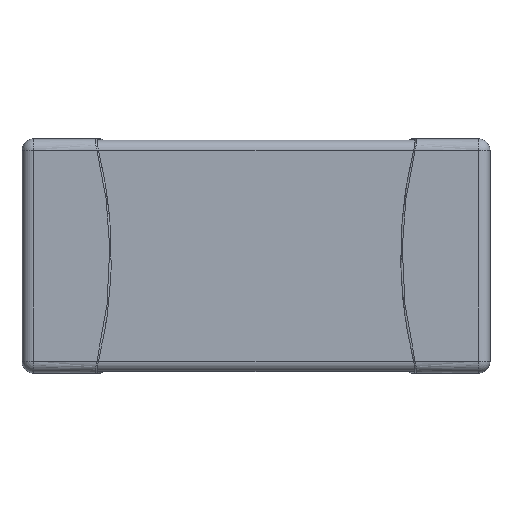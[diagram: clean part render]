
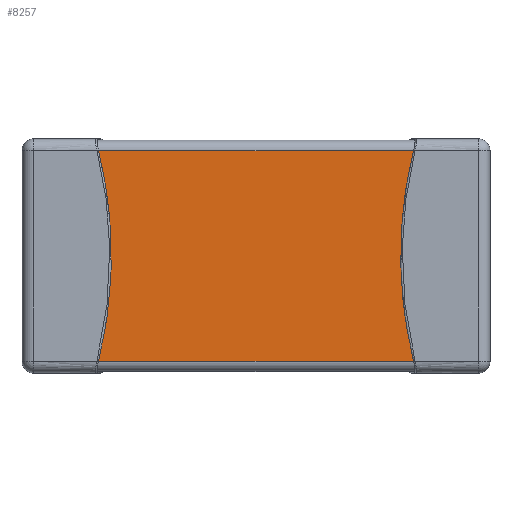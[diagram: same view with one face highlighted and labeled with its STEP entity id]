
A CAD part, top view. The second image highlights one B-rep face of the part: STEP entity #8257.
In plain terms, the highlighted planar face has unit normal (0, 0, 1).
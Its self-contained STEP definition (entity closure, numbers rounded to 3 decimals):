
#7682 = EDGE_CURVE('',#7683,#7685,#7687,.T.);
#7683 = VERTEX_POINT('',#7684);
#7684 = CARTESIAN_POINT('',(-1.5,-0.72,1.15));
#7685 = VERTEX_POINT('',#7686);
#7686 = CARTESIAN_POINT('',(1.5,-0.72,1.15));
#7687 = SURFACE_CURVE('',#7688,(#7692,#7704),.PCURVE_S1.);
#7688 = LINE('',#7689,#7690);
#7689 = CARTESIAN_POINT('',(-1.5,-0.72,1.15));
#7690 = VECTOR('',#7691,1.);
#7691 = DIRECTION('',(1.,0.,0.));
#7692 = PCURVE('',#7693,#7698);
#7693 = CYLINDRICAL_SURFACE('',#7694,0.07);
#7694 = AXIS2_PLACEMENT_3D('',#7695,#7696,#7697);
#7695 = CARTESIAN_POINT('',(-1.5,-0.72,1.08));
#7696 = DIRECTION('',(-1.,0.,0.));
#7697 = DIRECTION('',(0.,1.,0.));
#7698 = DEFINITIONAL_REPRESENTATION('',(#7699),#7703);
#7699 = LINE('',#7700,#7701);
#7700 = CARTESIAN_POINT('',(-1.571,0.));
#7701 = VECTOR('',#7702,1.);
#7702 = DIRECTION('',(-0.,-1.));
#7703 = ( GEOMETRIC_REPRESENTATION_CONTEXT(2) 
PARAMETRIC_REPRESENTATION_CONTEXT() REPRESENTATION_CONTEXT('2D SPACE',''
  ) );
#7704 = PCURVE('',#7705,#7710);
#7705 = PLANE('',#7706);
#7706 = AXIS2_PLACEMENT_3D('',#7707,#7708,#7709);
#7707 = CARTESIAN_POINT('',(-1.5,-0.72,1.15));
#7708 = DIRECTION('',(0.,0.,1.));
#7709 = DIRECTION('',(0.,1.,0.));
#7710 = DEFINITIONAL_REPRESENTATION('',(#7711),#7715);
#7711 = LINE('',#7712,#7713);
#7712 = CARTESIAN_POINT('',(0.,0.));
#7713 = VECTOR('',#7714,1.);
#7714 = DIRECTION('',(0.,-1.));
#7715 = ( GEOMETRIC_REPRESENTATION_CONTEXT(2) 
PARAMETRIC_REPRESENTATION_CONTEXT() REPRESENTATION_CONTEXT('2D SPACE',''
  ) );
#7734 = PLANE('',#7735);
#7735 = AXIS2_PLACEMENT_3D('',#7736,#7737,#7738);
#7736 = CARTESIAN_POINT('',(1.5,0.,0.585));
#7737 = DIRECTION('',(1.,0.,0.));
#7738 = DIRECTION('',(0.,1.,0.));
#7789 = PLANE('',#7790);
#7790 = AXIS2_PLACEMENT_3D('',#7791,#7792,#7793);
#7791 = CARTESIAN_POINT('',(-1.5,0.,0.585));
#7792 = DIRECTION('',(1.,0.,0.));
#7793 = DIRECTION('',(0.,1.,0.));
#8130 = CYLINDRICAL_SURFACE('',#8131,0.07);
#8131 = AXIS2_PLACEMENT_3D('',#8132,#8133,#8134);
#8132 = CARTESIAN_POINT('',(-1.5,0.72,1.08));
#8133 = DIRECTION('',(-1.,0.,0.));
#8134 = DIRECTION('',(0.,1.,0.));
#8190 = VERTEX_POINT('',#8191);
#8191 = CARTESIAN_POINT('',(1.5,0.72,1.15));
#8213 = EDGE_CURVE('',#8214,#8190,#8216,.T.);
#8214 = VERTEX_POINT('',#8215);
#8215 = CARTESIAN_POINT('',(-1.5,0.72,1.15));
#8216 = SURFACE_CURVE('',#8217,(#8221,#8228),.PCURVE_S1.);
#8217 = LINE('',#8218,#8219);
#8218 = CARTESIAN_POINT('',(-1.5,0.72,1.15));
#8219 = VECTOR('',#8220,1.);
#8220 = DIRECTION('',(1.,0.,0.));
#8221 = PCURVE('',#8130,#8222);
#8222 = DEFINITIONAL_REPRESENTATION('',(#8223),#8227);
#8223 = LINE('',#8224,#8225);
#8224 = CARTESIAN_POINT('',(-1.571,0.));
#8225 = VECTOR('',#8226,1.);
#8226 = DIRECTION('',(-0.,-1.));
#8227 = ( GEOMETRIC_REPRESENTATION_CONTEXT(2) 
PARAMETRIC_REPRESENTATION_CONTEXT() REPRESENTATION_CONTEXT('2D SPACE',''
  ) );
#8228 = PCURVE('',#7705,#8229);
#8229 = DEFINITIONAL_REPRESENTATION('',(#8230),#8234);
#8230 = LINE('',#8231,#8232);
#8231 = CARTESIAN_POINT('',(1.44,0.));
#8232 = VECTOR('',#8233,1.);
#8233 = DIRECTION('',(0.,-1.));
#8234 = ( GEOMETRIC_REPRESENTATION_CONTEXT(2) 
PARAMETRIC_REPRESENTATION_CONTEXT() REPRESENTATION_CONTEXT('2D SPACE',''
  ) );
#8257 = ADVANCED_FACE('',(#8258),#7705,.T.);
#8258 = FACE_BOUND('',#8259,.T.);
#8259 = EDGE_LOOP('',(#8260,#8261,#8282,#8283));
#8260 = ORIENTED_EDGE('',*,*,#7682,.T.);
#8261 = ORIENTED_EDGE('',*,*,#8262,.T.);
#8262 = EDGE_CURVE('',#7685,#8190,#8263,.T.);
#8263 = SURFACE_CURVE('',#8264,(#8268,#8275),.PCURVE_S1.);
#8264 = LINE('',#8265,#8266);
#8265 = CARTESIAN_POINT('',(1.5,-0.72,1.15));
#8266 = VECTOR('',#8267,1.);
#8267 = DIRECTION('',(0.,1.,0.));
#8268 = PCURVE('',#7705,#8269);
#8269 = DEFINITIONAL_REPRESENTATION('',(#8270),#8274);
#8270 = LINE('',#8271,#8272);
#8271 = CARTESIAN_POINT('',(0.,-3.));
#8272 = VECTOR('',#8273,1.);
#8273 = DIRECTION('',(1.,0.));
#8274 = ( GEOMETRIC_REPRESENTATION_CONTEXT(2) 
PARAMETRIC_REPRESENTATION_CONTEXT() REPRESENTATION_CONTEXT('2D SPACE',''
  ) );
#8275 = PCURVE('',#7734,#8276);
#8276 = DEFINITIONAL_REPRESENTATION('',(#8277),#8281);
#8277 = LINE('',#8278,#8279);
#8278 = CARTESIAN_POINT('',(-0.72,0.565));
#8279 = VECTOR('',#8280,1.);
#8280 = DIRECTION('',(1.,0.));
#8281 = ( GEOMETRIC_REPRESENTATION_CONTEXT(2) 
PARAMETRIC_REPRESENTATION_CONTEXT() REPRESENTATION_CONTEXT('2D SPACE',''
  ) );
#8282 = ORIENTED_EDGE('',*,*,#8213,.F.);
#8283 = ORIENTED_EDGE('',*,*,#8284,.F.);
#8284 = EDGE_CURVE('',#7683,#8214,#8285,.T.);
#8285 = SURFACE_CURVE('',#8286,(#8290,#8297),.PCURVE_S1.);
#8286 = LINE('',#8287,#8288);
#8287 = CARTESIAN_POINT('',(-1.5,-0.72,1.15));
#8288 = VECTOR('',#8289,1.);
#8289 = DIRECTION('',(0.,1.,0.));
#8290 = PCURVE('',#7705,#8291);
#8291 = DEFINITIONAL_REPRESENTATION('',(#8292),#8296);
#8292 = LINE('',#8293,#8294);
#8293 = CARTESIAN_POINT('',(0.,0.));
#8294 = VECTOR('',#8295,1.);
#8295 = DIRECTION('',(1.,0.));
#8296 = ( GEOMETRIC_REPRESENTATION_CONTEXT(2) 
PARAMETRIC_REPRESENTATION_CONTEXT() REPRESENTATION_CONTEXT('2D SPACE',''
  ) );
#8297 = PCURVE('',#7789,#8298);
#8298 = DEFINITIONAL_REPRESENTATION('',(#8299),#8303);
#8299 = LINE('',#8300,#8301);
#8300 = CARTESIAN_POINT('',(-0.72,0.565));
#8301 = VECTOR('',#8302,1.);
#8302 = DIRECTION('',(1.,0.));
#8303 = ( GEOMETRIC_REPRESENTATION_CONTEXT(2) 
PARAMETRIC_REPRESENTATION_CONTEXT() REPRESENTATION_CONTEXT('2D SPACE',''
  ) );
